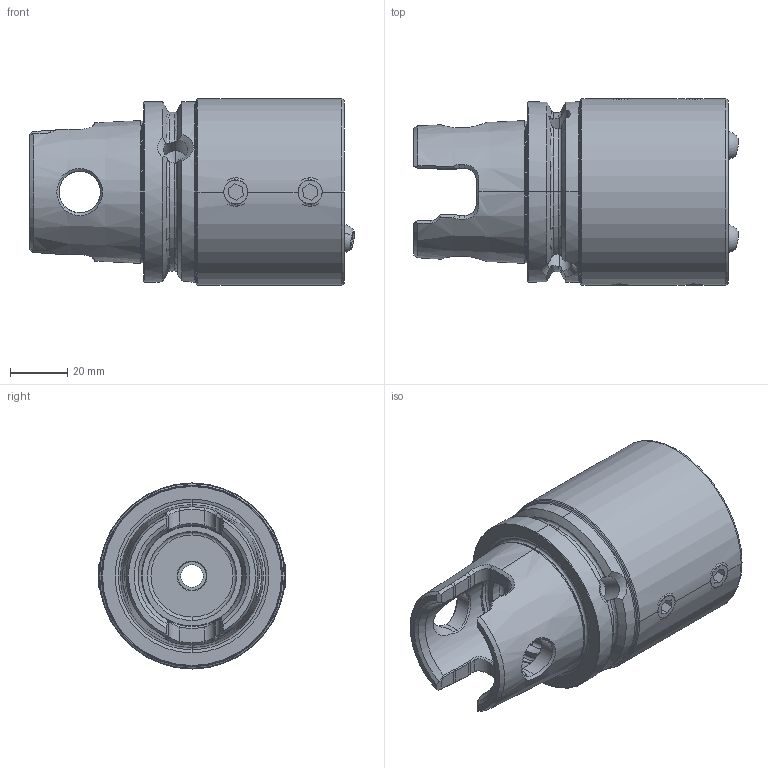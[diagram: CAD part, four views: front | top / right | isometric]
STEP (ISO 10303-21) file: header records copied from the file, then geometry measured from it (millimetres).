
FILE_DESCRIPTION (( 'STEP AP203' ), '1' );
FILE_NAME ('KY6-B25.K20.070.STEP', '2014-05-15T14:42:13', ( 'SwiAdmin' ), ( '' ), 'SwSTEP 2.0', 'SolidWorks 2012', '' );
FILE_SCHEMA (( 'CONFIG_CONTROL_DESIGN' ));
Length unit declared in the file: millimetre
Products named in the file (6): KU1-U12.003.010_A; ISO 4026 - M10 x 20; KY6-B25.K20.070_B; KY6-B25.K20.070; KU1-U12.002.010; KU1-U12.002.010_A
Assembly tree (9 placements, depth 3):
  KY6-B25.K20.070
    KY6-B25.K20.070_B
    ISO 4026 - M10 x 20  x4
    KU1-U12.002.010  x2
      KU1-U12.003.010_A
      KU1-U12.002.010_A
Bounding box: 113.52 x 65 x 65 mm (x, y, z)
Volume: 219374.7 mm3; surface area: 44788 mm2
Topology: 9 solids, 9 shells, 394 faces, 1040 edges, 639 vertices
Faces by surface type: plane 119, cylinder 110, cone 75, bspline 50, torus 32, sphere 8
Entity records: 13670 total; most frequent: CARTESIAN_POINT 5819, ORIENTED_EDGE 1644, DIRECTION 1290, EDGE_CURVE 822, AXIS2_PLACEMENT_3D 526, VERTEX_POINT 509, EDGE_LOOP 331, B_SPLINE_CURVE_WITH_KNOTS 314
